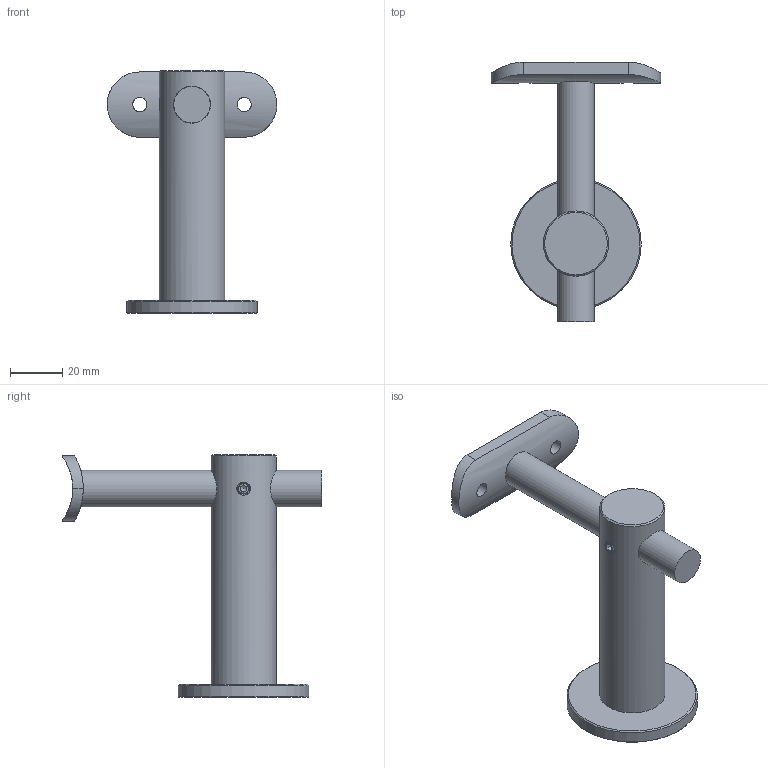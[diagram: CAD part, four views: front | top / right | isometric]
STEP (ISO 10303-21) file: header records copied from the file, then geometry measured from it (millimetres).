
FILE_DESCRIPTION (( 'STEP AP203' ), '1' );
FILE_NAME ('50361-240.step', '2020-03-13T07:23:19', ( '' ), ( '' ), 'SwSTEP 2.0', 'SolidWorks 2015', '' );
FILE_SCHEMA (( 'CONFIG_CONTROL_DESIGN' ));
Length unit declared in the file: millimetre
Products named in the file (12): 503XX-240 Teil1_50361-240 Teil1; 503XX-240 Teil3_50361-240 Teil3; 503XX-240 Teil1; DIN-7991 M3-M10; DIN913; DIN913_DIN 913 M5x5; 503XX-240 Teil4; 50361-240; DIN-7991 M3-M10_DIN7991 M6x14; 503XX-240 Teil4_50361-240 Teil4; 503XX-240 Teil3
Assembly tree (8 placements, depth 2):
  503XX-240 Teil1
  50361-240
    DIN913
    503XX-240 Teil4
    DIN-7991 M3-M10
  50361-240
    503XX-240 Teil1_50361-240 Teil1
    503XX-240 Teil3_50361-240 Teil3
    503XX-240 Teil4_50361-240 Teil4
    DIN-7991 M3-M10_DIN7991 M6x14
    DIN913_DIN 913 M5x5
  503XX-240 Teil3
Bounding box: 65 x 99.58 x 93 mm (x, y, z)
Volume: 67517.2 mm3; surface area: 22273.6 mm2
Topology: 5 solids, 5 shells, 295 faces, 757 edges, 500 vertices
Faces by surface type: plane 155, bspline 104, cylinder 22, cone 14
Full cylindrical faces by diameter (mm): 4.2 x1, 5 x2, 5.5 x2, 6 x1, 6.8 x1, 8.1 x1, 12 x1, 12.4 x1, 14 x1, 14.2 x1, 25 x1, 50 x1
Entity records: 18858 total; most frequent: CARTESIAN_POINT 11400, ORIENTED_EDGE 1430, DIRECTION 940, EDGE_CURVE 715, VERTEX_POINT 485, VECTOR 448, LINE 448, EDGE_LOOP 360
